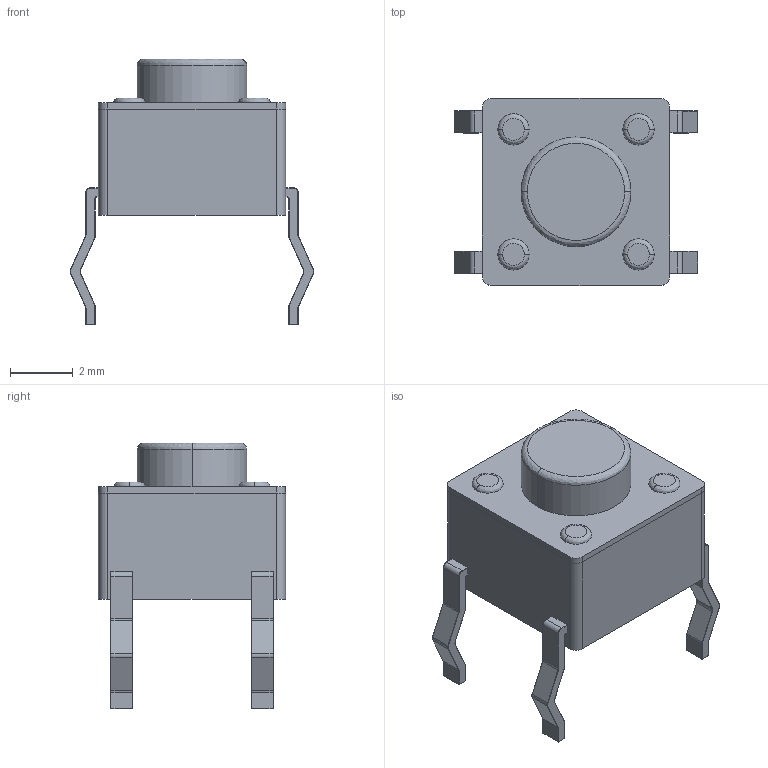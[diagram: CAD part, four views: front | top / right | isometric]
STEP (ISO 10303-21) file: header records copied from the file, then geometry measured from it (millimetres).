
FILE_DESCRIPTION (( 'STEP AP214' ), '1' );
FILE_NAME ('AA7683CC-6E9A-4BF3-9636-7EA81D42ED85.STEP', '2023-02-12T00:24:18', ( '' ), ( '' ), 'SwSTEP 2.0', 'SolidWorks 2022', '' );
FILE_SCHEMA (( 'AUTOMOTIVE_DESIGN' ));
Length unit declared in the file: centimetre
Products named in the file (1): AA7683CC-6E9A-4BF3-9636-7EA81D42ED85
Bounding box: 7.8 x 5.99 x 8.51 mm (x, y, z)
Volume: 146.8 mm3; surface area: 208.9 mm2
Topology: 1 solids, 1 shells, 304 faces, 714 edges, 405 vertices
Faces by surface type: cylinder 138, bspline 98, plane 68
Entity records: 12980 total; most frequent: CARTESIAN_POINT 3140, ORIENTED_EDGE 1396, DIRECTION 1340, EDGE_CURVE 698, AXIS2_PLACEMENT_3D 517, VERTEX_POINT 405, EDGE_LOOP 313, CIRCLE 310
